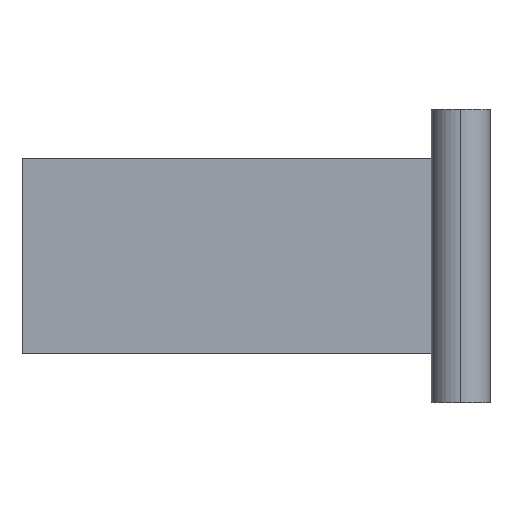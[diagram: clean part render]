
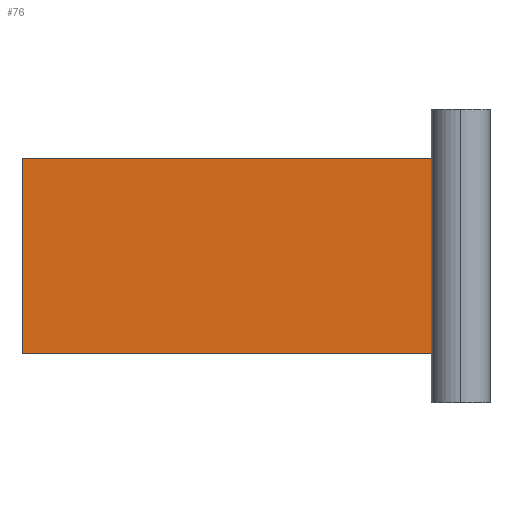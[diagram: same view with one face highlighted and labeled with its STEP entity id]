
A CAD part, top view. The second image highlights one B-rep face of the part: STEP entity #76.
In plain terms, the highlighted planar face has unit normal (0, 0, 1).
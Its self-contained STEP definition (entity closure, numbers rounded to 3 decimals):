
#10 = VECTOR ( 'NONE', #123, 1000. ) ;
#38 = EDGE_CURVE ( 'NONE', #306, #227, #280, .T. ) ;
#39 = ORIENTED_EDGE ( 'NONE', *, *, #38, .T. ) ;
#44 = CARTESIAN_POINT ( 'NONE',  ( 0., 1.852, 5. ) ) ;
#55 = ORIENTED_EDGE ( 'NONE', *, *, #90, .T. ) ;
#65 = CARTESIAN_POINT ( 'NONE',  ( 41.916, -3.148, 5. ) ) ;
#70 = PLANE ( 'NONE',  #317 ) ;
#73 = VECTOR ( 'NONE', #164, 1000. ) ;
#76 = ADVANCED_FACE ( 'NONE', ( #211 ), #70, .F. ) ;
#86 = VERTEX_POINT ( 'NONE', #217 ) ;
#90 = EDGE_CURVE ( 'NONE', #227, #86, #230, .T. ) ;
#93 = CARTESIAN_POINT ( 'NONE',  ( 0., 21.852, 5. ) ) ;
#97 = DIRECTION ( 'NONE',  ( 0., 1., 0. ) ) ;
#103 = DIRECTION ( 'NONE',  ( 0., -1., 0. ) ) ;
#123 = DIRECTION ( 'NONE',  ( -1., 0., 0. ) ) ;
#132 = CARTESIAN_POINT ( 'NONE',  ( 0., 1.852, 5. ) ) ;
#134 = CARTESIAN_POINT ( 'NONE',  ( 0., 0., 5. ) ) ;
#149 = ORIENTED_EDGE ( 'NONE', *, *, #251, .T. ) ;
#162 = CARTESIAN_POINT ( 'NONE',  ( 41.916, 21.852, 5. ) ) ;
#164 = DIRECTION ( 'NONE',  ( 1., 0., 0. ) ) ;
#182 = CARTESIAN_POINT ( 'NONE',  ( 0., 1.852, 5. ) ) ;
#188 = ORIENTED_EDGE ( 'NONE', *, *, #305, .T. ) ;
#201 = VECTOR ( 'NONE', #103, 1000. ) ;
#211 = FACE_OUTER_BOUND ( 'NONE', #332, .T. ) ;
#217 = CARTESIAN_POINT ( 'NONE',  ( 41.916, 1.852, 5. ) ) ;
#221 = VECTOR ( 'NONE', #97, 1000. ) ;
#227 = VERTEX_POINT ( 'NONE', #182 ) ;
#230 = LINE ( 'NONE', #132, #73 ) ;
#251 = EDGE_CURVE ( 'NONE', #262, #306, #333, .T. ) ;
#262 = VERTEX_POINT ( 'NONE', #162 ) ;
#266 = CARTESIAN_POINT ( 'NONE',  ( 0., 21.852, 5. ) ) ;
#280 = LINE ( 'NONE', #44, #201 ) ;
#290 = DIRECTION ( 'NONE',  ( 0., 0., -1. ) ) ;
#305 = EDGE_CURVE ( 'NONE', #86, #262, #330, .T. ) ;
#306 = VERTEX_POINT ( 'NONE', #266 ) ;
#316 = DIRECTION ( 'NONE',  ( -1., 0., 0. ) ) ;
#317 = AXIS2_PLACEMENT_3D ( 'NONE', #134, #290, #316 ) ;
#330 = LINE ( 'NONE', #65, #221 ) ;
#332 = EDGE_LOOP ( 'NONE', ( #55, #188, #149, #39 ) ) ;
#333 = LINE ( 'NONE', #93, #10 ) ;
